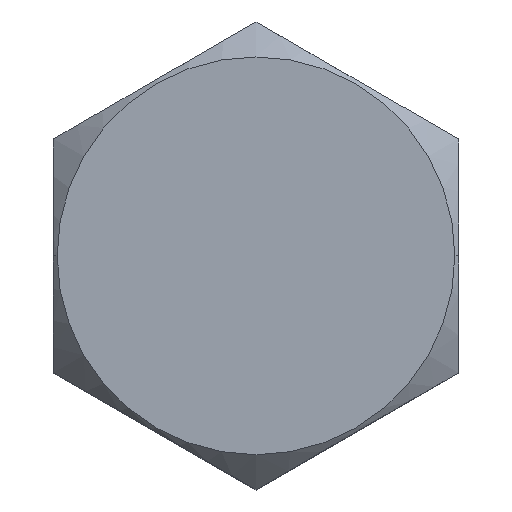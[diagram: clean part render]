
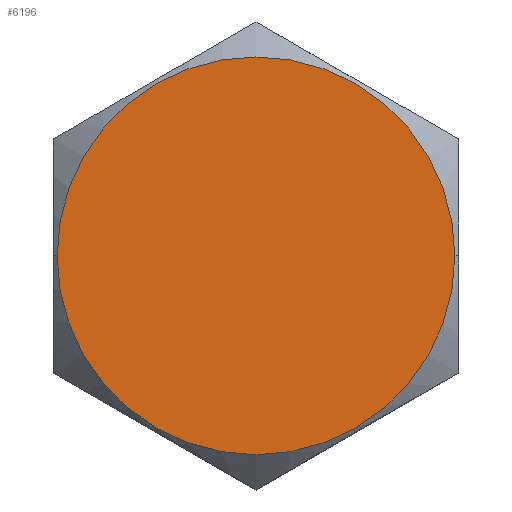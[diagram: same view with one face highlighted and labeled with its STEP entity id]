
A CAD part, top view. The second image highlights one B-rep face of the part: STEP entity #6196.
In plain terms, the highlighted planar face has unit normal (0, 0, 1).
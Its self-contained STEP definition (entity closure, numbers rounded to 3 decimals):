
#49 = DIRECTION ( 'NONE',  ( 0., 0., -1. ) ) ;
#411 = DIRECTION ( 'NONE',  ( -1., 0., 0. ) ) ;
#559 = DIRECTION ( 'NONE',  ( 0., 0., 1. ) ) ;
#978 = AXIS2_PLACEMENT_3D ( 'NONE', #5595, #559, #3927 ) ;
#1552 = AXIS2_PLACEMENT_3D ( 'NONE', #1854, #49, #2649 ) ;
#1819 = CIRCLE ( 'NONE', #1552, 6.25 ) ;
#1854 = CARTESIAN_POINT ( 'NONE',  ( 0., 0., 0. ) ) ;
#2649 = DIRECTION ( 'NONE',  ( -1., 0., 0. ) ) ;
#2791 = CARTESIAN_POINT ( 'NONE',  ( -6.25, 0., 0. ) ) ;
#3577 = VERTEX_POINT ( 'NONE', #2791 ) ;
#3702 = EDGE_LOOP ( 'NONE', ( #4779, #9390 ) ) ;
#3927 = DIRECTION ( 'NONE',  ( 1., 0., 0. ) ) ;
#3979 = CARTESIAN_POINT ( 'NONE',  ( 6.25, 0., 0. ) ) ;
#4665 = FACE_OUTER_BOUND ( 'NONE', #3702, .T. ) ;
#4779 = ORIENTED_EDGE ( 'NONE', *, *, #4785, .F. ) ;
#4785 = EDGE_CURVE ( 'NONE', #3577, #6547, #4791, .T. ) ;
#4791 = CIRCLE ( 'NONE', #10118, 6.25 ) ;
#5595 = CARTESIAN_POINT ( 'NONE',  ( 0., 0., 0. ) ) ;
#6196 = ADVANCED_FACE ( 'NONE', ( #4665 ), #7186, .T. ) ;
#6547 = VERTEX_POINT ( 'NONE', #3979 ) ;
#7147 = EDGE_CURVE ( 'NONE', #6547, #3577, #1819, .T. ) ;
#7186 = PLANE ( 'NONE',  #978 ) ;
#9390 = ORIENTED_EDGE ( 'NONE', *, *, #7147, .F. ) ;
#9497 = CARTESIAN_POINT ( 'NONE',  ( 0., 0., 0. ) ) ;
#10118 = AXIS2_PLACEMENT_3D ( 'NONE', #9497, #10321, #411 ) ;
#10321 = DIRECTION ( 'NONE',  ( 0., 0., -1. ) ) ;
